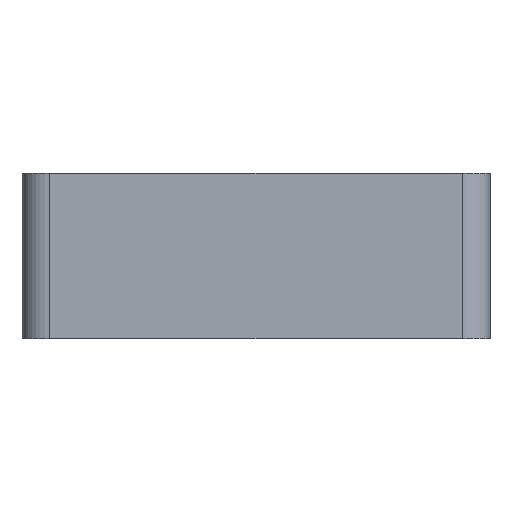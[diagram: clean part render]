
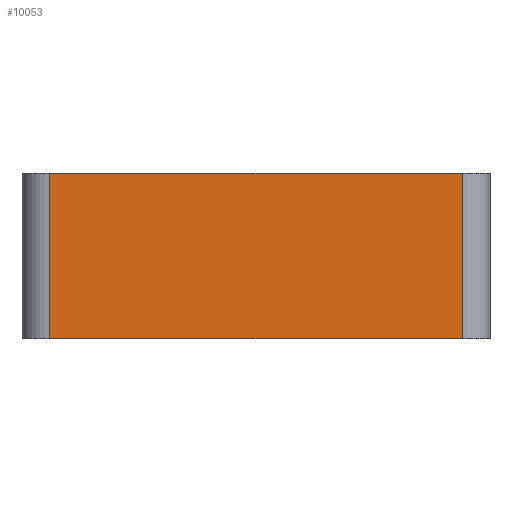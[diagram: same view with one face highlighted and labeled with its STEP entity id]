
A CAD part, front view. The second image highlights one B-rep face of the part: STEP entity #10053.
In plain terms, the highlighted planar face has unit normal (0, -1, 0).
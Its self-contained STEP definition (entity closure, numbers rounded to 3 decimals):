
#58=PLANE('',#10621);
#588=FACE_OUTER_BOUND('',#1134,.T.);
#1134=EDGE_LOOP('',(#8950,#8951,#8952,#8953));
#2705=LINE('',#33520,#3237);
#2727=LINE('',#43921,#3259);
#2728=LINE('',#43924,#3260);
#2729=LINE('',#43925,#3261);
#3237=VECTOR('',#12199,10.);
#3259=VECTOR('',#12261,10.);
#3260=VECTOR('',#12264,10.);
#3261=VECTOR('',#12265,10.);
#4278=VERTEX_POINT('',#33505);
#4285=VERTEX_POINT('',#33518);
#4300=VERTEX_POINT('',#43919);
#4301=VERTEX_POINT('',#43923);
#5813=EDGE_CURVE('',#4285,#4278,#2705,.T.);
#5862=EDGE_CURVE('',#4285,#4300,#2727,.T.);
#5863=EDGE_CURVE('',#4301,#4300,#2728,.T.);
#5864=EDGE_CURVE('',#4278,#4301,#2729,.T.);
#8950=ORIENTED_EDGE('',*,*,#5862,.T.);
#8951=ORIENTED_EDGE('',*,*,#5863,.F.);
#8952=ORIENTED_EDGE('',*,*,#5864,.F.);
#8953=ORIENTED_EDGE('',*,*,#5813,.F.);
#10053=ADVANCED_FACE('',(#588),#58,.T.);
#10621=AXIS2_PLACEMENT_3D('',#43922,#12262,#12263);
#12199=DIRECTION('',(-1.,0.,0.));
#12261=DIRECTION('',(0.,0.,1.));
#12262=DIRECTION('center_axis',(0.,-1.,0.));
#12263=DIRECTION('ref_axis',(1.,0.,0.));
#12264=DIRECTION('',(1.,0.,0.));
#12265=DIRECTION('',(0.,0.,1.));
#33505=CARTESIAN_POINT('',(130.,-245.,-10.));
#33518=CARTESIAN_POINT('',(205.,-245.,-10.));
#33520=CARTESIAN_POINT('',(130.,-245.,-10.));
#43919=CARTESIAN_POINT('',(205.,-245.,20.));
#43921=CARTESIAN_POINT('',(205.,-245.,0.));
#43922=CARTESIAN_POINT('Origin',(130.,-245.,0.));
#43923=CARTESIAN_POINT('',(130.,-245.,20.));
#43924=CARTESIAN_POINT('',(130.,-245.,20.));
#43925=CARTESIAN_POINT('',(130.,-245.,0.));
